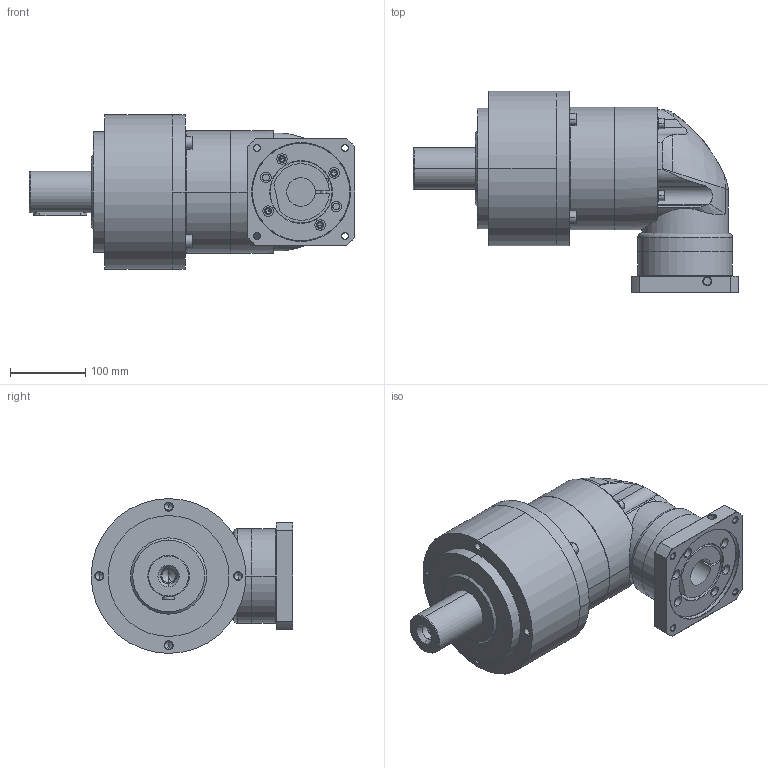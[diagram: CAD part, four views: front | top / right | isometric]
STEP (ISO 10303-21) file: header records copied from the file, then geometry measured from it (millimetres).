
FILE_DESCRIPTION((''),'2;1');
FILE_NAME('AER2052-P0403500401_ASM','2008-09-08T',('d00080'),(''),'PRO/ENGINEER BY PARAMETRIC TECHNOLOGY CORPORATION, 2006170','PRO/ENGINEER BY PARAMETRIC TECHNOLOGY CORPORATION, 2006170','');
FILE_SCHEMA(('CONFIG_CONTROL_DESIGN'));
Length unit declared in the file: millimetre
Products named in the file (11): AE205-2; P246; 220120905; RG-SET3-6_ASM; PD150001; 233100005; 220100815; HOUSING-SET-5_ASM; P1305500001; P0403500401; AER2052-P0403500401_ASM
Assembly tree (19 placements, depth 3):
  AER2052-P0403500401_ASM
    AE205-2
    RG-SET3-6_ASM
      P246
      220120905  x4
    HOUSING-SET-5_ASM
      PD150001
      233100005  x4
      220100815  x4
    P1305500001
    P0403500401
Bounding box: 431 x 267 x 205 mm (x, y, z)
Volume: 8393253 mm3; surface area: 539173.5 mm2
Topology: 17 solids, 39 shells, 678 faces, 1541 edges, 937 vertices
Faces by surface type: cylinder 296, plane 219, cone 112, torus 33, bspline 18
Entity records: 14931 total; most frequent: CARTESIAN_POINT 3675, DIRECTION 2524, ORIENTED_EDGE 2058, EDGE_CURVE 1073, AXIS2_PLACEMENT_3D 1052, VERTEX_POINT 685, EDGE_LOOP 578, CIRCLE 550
